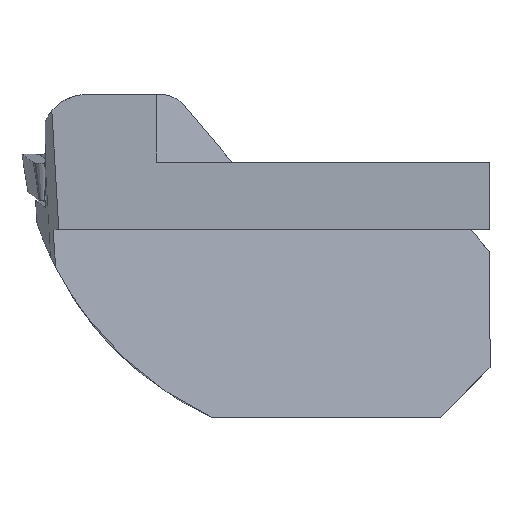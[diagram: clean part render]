
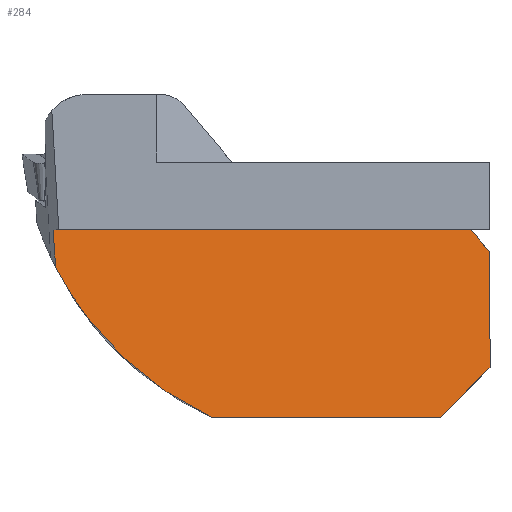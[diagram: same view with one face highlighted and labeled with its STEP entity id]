
A CAD part, top view. The second image highlights one B-rep face of the part: STEP entity #284.
In plain terms, the highlighted planar face has unit normal (0, 0.139, 0.99).
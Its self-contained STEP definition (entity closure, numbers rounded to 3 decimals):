
#183=B_SPLINE_CURVE_WITH_KNOTS('',3,(#2557,#2558,#2559,#2560),
 .UNSPECIFIED.,.F.,.F.,(4,4),(0.,1.),.UNSPECIFIED.);
#210=FACE_OUTER_BOUND('',#497,.T.);
#284=ADVANCED_FACE('',(#210),#379,.T.);
#379=PLANE('',#1859);
#497=EDGE_LOOP('',(#676,#677,#678,#679,#680,#681,#682));
#676=ORIENTED_EDGE('',*,*,#1290,.T.);
#677=ORIENTED_EDGE('',*,*,#1265,.F.);
#678=ORIENTED_EDGE('',*,*,#1262,.F.);
#679=ORIENTED_EDGE('',*,*,#1229,.T.);
#680=ORIENTED_EDGE('',*,*,#1291,.F.);
#681=ORIENTED_EDGE('',*,*,#1292,.F.);
#682=ORIENTED_EDGE('',*,*,#1293,.T.);
#1069=VERTEX_POINT('',#2472);
#1070=VERTEX_POINT('',#2473);
#1101=VERTEX_POINT('',#2561);
#1102=VERTEX_POINT('',#2572);
#1124=VERTEX_POINT('',#2627);
#1125=VERTEX_POINT('',#2629);
#1126=VERTEX_POINT('',#2631);
#1229=EDGE_CURVE('',#1069,#1070,#1460,.T.);
#1262=EDGE_CURVE('',#1069,#1101,#183,.T.);
#1265=EDGE_CURVE('',#1101,#1102,#1488,.T.);
#1290=EDGE_CURVE('',#1124,#1102,#1505,.T.);
#1291=EDGE_CURVE('',#1125,#1070,#1506,.T.);
#1292=EDGE_CURVE('',#1126,#1125,#1507,.T.);
#1293=EDGE_CURVE('',#1126,#1124,#1508,.T.);
#1460=LINE('',#2471,#1619);
#1488=LINE('',#2571,#1648);
#1505=LINE('',#2626,#1665);
#1506=LINE('',#2628,#1666);
#1507=LINE('',#2630,#1667);
#1508=LINE('',#2632,#1668);
#1619=VECTOR('',#2001,1.);
#1648=VECTOR('',#2040,1.);
#1665=VECTOR('',#2081,1.);
#1666=VECTOR('',#2082,1.);
#1667=VECTOR('',#2083,1.);
#1668=VECTOR('',#2084,1.);
#1859=AXIS2_PLACEMENT_3D('',#2633,#2085,#2086);
#2001=DIRECTION('',(1.,0.,0.));
#2040=DIRECTION('',(-0.067,0.988,-0.139));
#2081=DIRECTION('',(-1.,0.,0.));
#2082=DIRECTION('',(-0.704,-0.704,0.099));
#2083=DIRECTION('',(0.,-0.99,0.139));
#2084=DIRECTION('',(-0.639,0.762,-0.107));
#2085=DIRECTION('',(0.,0.139,0.99));
#2086=DIRECTION('',(0.,-0.99,0.139));
#2471=CARTESIAN_POINT('',(-26.4,-17.,1.757));
#2472=CARTESIAN_POINT('',(-9.349,-17.,1.757));
#2473=CARTESIAN_POINT('',(5.9,-17.,1.757));
#2557=CARTESIAN_POINT('',(-9.349,-17.,1.757));
#2558=CARTESIAN_POINT('',(-13.831,-14.943,1.468));
#2559=CARTESIAN_POINT('',(-17.539,-11.349,0.963));
#2560=CARTESIAN_POINT('',(-19.748,-6.99,0.35));
#2561=CARTESIAN_POINT('',(-19.748,-6.99,0.35));
#2571=CARTESIAN_POINT('',(-20.378,2.291,-0.954));
#2572=CARTESIAN_POINT('',(-19.917,-4.5,0.));
#2626=CARTESIAN_POINT('',(-26.4,-4.5,0.));
#2627=CARTESIAN_POINT('',(7.941,-4.5,0.));
#2628=CARTESIAN_POINT('',(-3.781,-26.681,3.117));
#2629=CARTESIAN_POINT('',(9.2,-13.7,1.293));
#2630=CARTESIAN_POINT('',(9.2,-4.5,0.));
#2631=CARTESIAN_POINT('',(9.2,-6.,0.211));
#2632=CARTESIAN_POINT('',(-6.085,12.216,-2.349));
#2633=CARTESIAN_POINT('',(-26.4,-4.5,0.));
